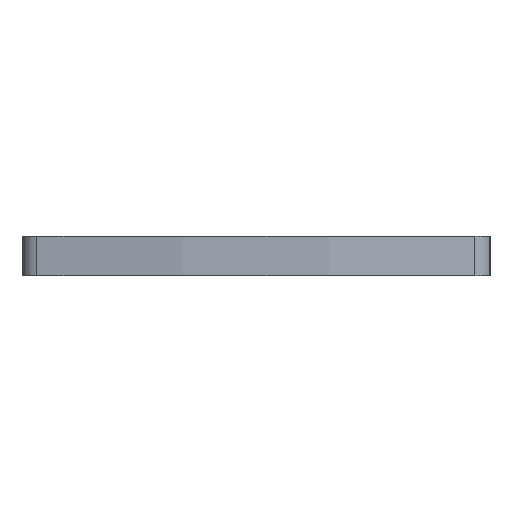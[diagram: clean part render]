
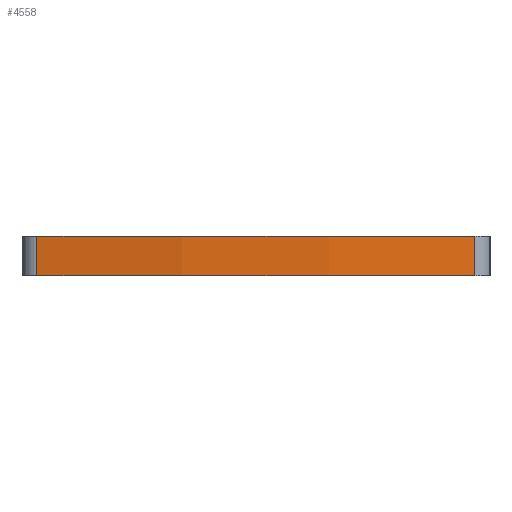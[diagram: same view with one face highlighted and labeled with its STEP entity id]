
A CAD part, front view. The second image highlights one B-rep face of the part: STEP entity #4558.
In plain terms, the highlighted free-form (B-spline) face has degree [3, 1] with [6, 2] control points.
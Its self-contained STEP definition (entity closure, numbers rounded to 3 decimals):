
#315=B_SPLINE_CURVE_WITH_KNOTS('',3,(#10903,#10904,#10905,#10906,#10907,
#10908),.UNSPECIFIED.,.F.,.F.,(4,2,4),(-3.592,-1.796,
0.),.UNSPECIFIED.);
#316=B_SPLINE_CURVE_WITH_KNOTS('',3,(#10910,#10911,#10912,#10913,#10914,
#10915),.UNSPECIFIED.,.F.,.F.,(4,2,4),(-3.592,-1.796,
0.),.UNSPECIFIED.);
#407=B_SPLINE_SURFACE_WITH_KNOTS('',3,1,((#10890,#10891),(#10892,#10893),
(#10894,#10895),(#10896,#10897),(#10898,#10899),(#10900,#10901)),
 .UNSPECIFIED.,.F.,.F.,.F.,(4,2,4),(2,2),(-3.592,-1.796,
0.),(0.,0.318),.UNSPECIFIED.);
#682=FACE_OUTER_BOUND('',#904,.T.);
#904=EDGE_LOOP('',(#3805,#3806,#3807,#3808));
#1362=LINE('',#10889,#1698);
#1363=LINE('',#10916,#1699);
#1698=VECTOR('',#5710,10.);
#1699=VECTOR('',#5711,10.);
#2279=VERTEX_POINT('',#10867);
#2280=VERTEX_POINT('',#10878);
#2281=VERTEX_POINT('',#10902);
#2282=VERTEX_POINT('',#10909);
#2932=EDGE_CURVE('',#2279,#2280,#1362,.T.);
#2933=EDGE_CURVE('',#2281,#2279,#315,.T.);
#2934=EDGE_CURVE('',#2282,#2280,#316,.T.);
#2935=EDGE_CURVE('',#2281,#2282,#1363,.T.);
#3805=ORIENTED_EDGE('',*,*,#2933,.T.);
#3806=ORIENTED_EDGE('',*,*,#2932,.T.);
#3807=ORIENTED_EDGE('',*,*,#2934,.F.);
#3808=ORIENTED_EDGE('',*,*,#2935,.F.);
#4558=ADVANCED_FACE('',(#682),#407,.T.);
#5710=DIRECTION('',(0.,0.,-1.));
#5711=DIRECTION('',(0.,0.,-1.));
#10867=CARTESIAN_POINT('',(-10.98,-99.295,-4.939));
#10878=CARTESIAN_POINT('',(-10.98,-99.295,-8.119));
#10889=CARTESIAN_POINT('',(-10.98,-99.295,-4.939));
#10890=CARTESIAN_POINT('Ctrl Pts',(24.6,-99.297,-4.939));
#10891=CARTESIAN_POINT('Ctrl Pts',(24.6,-99.297,-8.119));
#10892=CARTESIAN_POINT('Ctrl Pts',(18.727,-100.455,-4.939));
#10893=CARTESIAN_POINT('Ctrl Pts',(18.727,-100.455,-8.119));
#10894=CARTESIAN_POINT('Ctrl Pts',(12.796,-101.05,-4.939));
#10895=CARTESIAN_POINT('Ctrl Pts',(12.796,-101.05,-8.119));
#10896=CARTESIAN_POINT('Ctrl Pts',(0.824,-101.049,
-4.939));
#10897=CARTESIAN_POINT('Ctrl Pts',(0.824,-101.049,
-8.119));
#10898=CARTESIAN_POINT('Ctrl Pts',(-5.107,-100.453,
-4.939));
#10899=CARTESIAN_POINT('Ctrl Pts',(-5.107,-100.453,
-8.119));
#10900=CARTESIAN_POINT('Ctrl Pts',(-10.98,-99.295,
-4.939));
#10901=CARTESIAN_POINT('Ctrl Pts',(-10.98,-99.295,
-8.119));
#10902=CARTESIAN_POINT('',(24.6,-99.297,-4.939));
#10903=CARTESIAN_POINT('Ctrl Pts',(24.6,-99.297,-4.939));
#10904=CARTESIAN_POINT('Ctrl Pts',(18.727,-100.455,-4.939));
#10905=CARTESIAN_POINT('Ctrl Pts',(12.796,-101.05,-4.939));
#10906=CARTESIAN_POINT('Ctrl Pts',(0.824,-101.049,
-4.939));
#10907=CARTESIAN_POINT('Ctrl Pts',(-5.107,-100.453,
-4.939));
#10908=CARTESIAN_POINT('Ctrl Pts',(-10.98,-99.295,
-4.939));
#10909=CARTESIAN_POINT('',(24.6,-99.297,-8.119));
#10910=CARTESIAN_POINT('Ctrl Pts',(24.6,-99.297,-8.119));
#10911=CARTESIAN_POINT('Ctrl Pts',(18.727,-100.455,-8.119));
#10912=CARTESIAN_POINT('Ctrl Pts',(12.796,-101.05,-8.119));
#10913=CARTESIAN_POINT('Ctrl Pts',(0.824,-101.049,
-8.119));
#10914=CARTESIAN_POINT('Ctrl Pts',(-5.107,-100.453,
-8.119));
#10915=CARTESIAN_POINT('Ctrl Pts',(-10.98,-99.295,
-8.119));
#10916=CARTESIAN_POINT('',(24.6,-99.297,-4.939));
